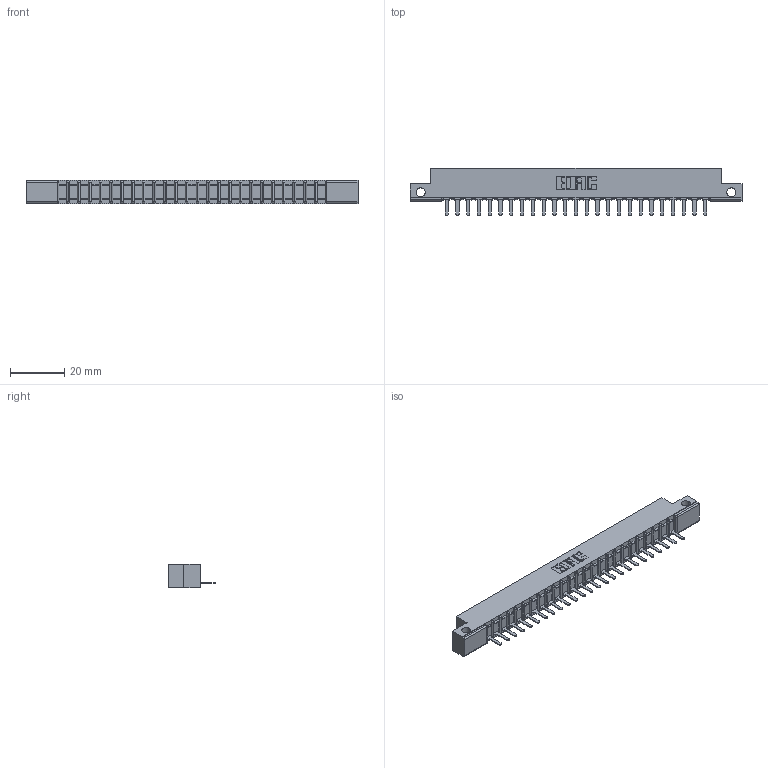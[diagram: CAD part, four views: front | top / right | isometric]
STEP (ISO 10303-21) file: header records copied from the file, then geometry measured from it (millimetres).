
FILE_DESCRIPTION (( 'STEP AP203' ), '1' );
FILE_NAME ('357-025-421-112.STEP', '2020-10-01T15:30:34', ( '' ), ( '' ), 'SwSTEP 2.0', 'SolidWorks 2020', '' );
FILE_SCHEMA (( 'CONFIG_CONTROL_DESIGN' ));
Length unit declared in the file: inch
Products named in the file (3): 357-025-421-112; 307-290-002_521; 307 Part_.128 Dia Side Mounting Holes
Assembly tree (26 placements, depth 2):
  357-025-421-112
    307 Part_.128 Dia Side Mounting Holes
    307-290-002_521  x25
Bounding box: 122.07 x 17.42 x 8.71 mm (x, y, z)
Volume: 7986.1 mm3; surface area: 14569.6 mm2
Topology: 26 solids, 26 shells, 1994 faces, 6123 edges, 4010 vertices
Faces by surface type: plane 1195, cylinder 747, sphere 52
Entity records: 24248 total; most frequent: CARTESIAN_POINT 4088, ORIENTED_EDGE 4078, DIRECTION 3979, EDGE_CURVE 2039, LINE 1553, VECTOR 1553, VERTEX_POINT 1322, AXIS2_PLACEMENT_3D 1213
